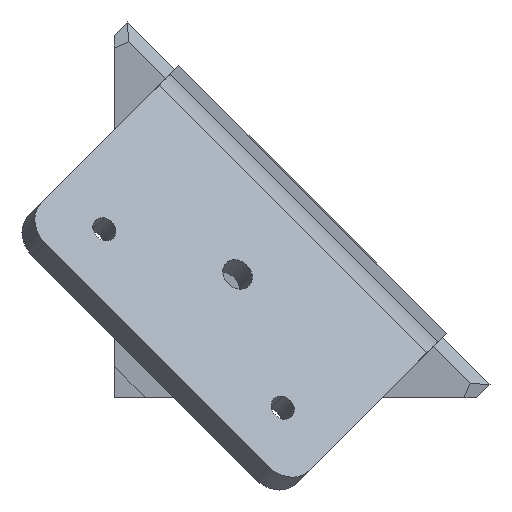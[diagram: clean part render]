
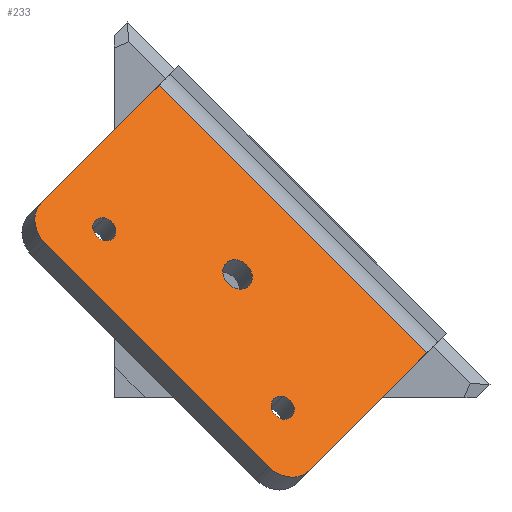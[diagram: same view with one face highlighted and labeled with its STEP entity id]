
A CAD part, front view. The second image highlights one B-rep face of the part: STEP entity #233.
In plain terms, the highlighted face is planar.
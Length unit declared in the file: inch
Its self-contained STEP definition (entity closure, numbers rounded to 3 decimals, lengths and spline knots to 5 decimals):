
#16 = CARTESIAN_POINT ( 'NONE',  ( -0.68127, -1.11711, 0.80263 ) ) ;
#21 = ORIENTED_EDGE ( 'NONE', *, *, #1033, .F. ) ;
#22 = VERTEX_POINT ( 'NONE', #1183 ) ;
#39 = EDGE_LOOP ( 'NONE', ( #101, #21, #544, #645, #828, #928 ) ) ;
#54 = CIRCLE ( 'NONE', #328, 0.07874 ) ;
#55 = PLANE ( 'NONE',  #221 ) ;
#71 = DIRECTION ( 'NONE',  ( 0., 0.898, -0.44 ) ) ;
#92 = DIRECTION ( 'NONE',  ( -0.898, 0., -0.44 ) ) ;
#101 = ORIENTED_EDGE ( 'NONE', *, *, #1071, .F. ) ;
#103 = VECTOR ( 'NONE', #929, 39.37008 ) ;
#117 = DIRECTION ( 'NONE',  ( 0., 0.898, -0.44 ) ) ;
#120 = EDGE_LOOP ( 'NONE', ( #1181, #291 ) ) ;
#134 = EDGE_CURVE ( 'NONE', #258, #22, #988, .T. ) ;
#155 = DIRECTION ( 'NONE',  ( 0.403, -0.403, -0.822 ) ) ;
#165 = CIRCLE ( 'NONE', #196, 0.19685 ) ;
#170 = CARTESIAN_POINT ( 'NONE',  ( 0.28775, -1.45864, 1.44526 ) ) ;
#196 = AXIS2_PLACEMENT_3D ( 'NONE', #996, #701, #314 ) ;
#221 = AXIS2_PLACEMENT_3D ( 'NONE', #431, #812, #1204 ) ;
#233 = ADVANCED_FACE ( 'NONE', ( #708, #330, #912, #1106 ), #55, .F. ) ;
#244 = CIRCLE ( 'NONE', #1042, 0.07874 ) ;
#258 = VERTEX_POINT ( 'NONE', #563 ) ;
#264 = AXIS2_PLACEMENT_3D ( 'NONE', #278, #581, #92 ) ;
#278 = CARTESIAN_POINT ( 'NONE',  ( 1.3306, -0.34509, 1.4106 ) ) ;
#282 = LINE ( 'NONE', #963, #891 ) ;
#291 = ORIENTED_EDGE ( 'NONE', *, *, #361, .T. ) ;
#314 = DIRECTION ( 'NONE',  ( 0., 0.898, -0.44 ) ) ;
#327 = DIRECTION ( 'NONE',  ( 0.403, -0.403, -0.822 ) ) ;
#328 = AXIS2_PLACEMENT_3D ( 'NONE', #395, #470, #854 ) ;
#330 = FACE_BOUND ( 'NONE', #877, .T. ) ;
#331 = CARTESIAN_POINT ( 'NONE',  ( 0.14635, -1.45864, 1.37593 ) ) ;
#355 = EDGE_CURVE ( 'NONE', #1082, #412, #1209, .T. ) ;
#361 = EDGE_CURVE ( 'NONE', #22, #258, #443, .T. ) ;
#362 = VERTEX_POINT ( 'NONE', #924 ) ;
#376 = DIRECTION ( 'NONE',  ( -0.581, 0.581, -0.57 ) ) ;
#389 = EDGE_CURVE ( 'NONE', #747, #1099, #244, .T. ) ;
#395 = CARTESIAN_POINT ( 'NONE',  ( 0.21705, -1.45864, 1.4106 ) ) ;
#412 = VERTEX_POINT ( 'NONE', #1241 ) ;
#431 = CARTESIAN_POINT ( 'NONE',  ( -0.01285, 0.01285, 0.57631 ) ) ;
#440 = EDGE_CURVE ( 'NONE', #362, #1082, #973, .T. ) ;
#443 = CIRCLE ( 'NONE', #1128, 0.1005 ) ;
#470 = DIRECTION ( 'NONE',  ( 0.403, -0.403, -0.822 ) ) ;
#476 = CARTESIAN_POINT ( 'NONE',  ( 1.69856, -0.43466, 1.63495 ) ) ;
#490 = EDGE_CURVE ( 'NONE', #1016, #712, #758, .T. ) ;
#509 = DIRECTION ( 'NONE',  ( 0.581, -0.581, 0.57 ) ) ;
#514 = CARTESIAN_POINT ( 'NONE',  ( 1.58418, -0.32028, 1.52277 ) ) ;
#527 = DIRECTION ( 'NONE',  ( 0.403, -0.403, -0.822 ) ) ;
#542 = CIRCLE ( 'NONE', #614, 0.19685 ) ;
#544 = ORIENTED_EDGE ( 'NONE', *, *, #1163, .F. ) ;
#552 = VERTEX_POINT ( 'NONE', #874 ) ;
#559 = CARTESIAN_POINT ( 'NONE',  ( 0.05304, -1.85141, 1.52277 ) ) ;
#563 = CARTESIAN_POINT ( 'NONE',  ( 0.49931, -0.53711, 1.09713 ) ) ;
#581 = DIRECTION ( 'NONE',  ( 0.403, -0.403, -0.822 ) ) ;
#589 = CARTESIAN_POINT ( 'NONE',  ( 1.2599, -0.34509, 1.37593 ) ) ;
#593 = VECTOR ( 'NONE', #376, 39.37008 ) ;
#611 = EDGE_CURVE ( 'NONE', #412, #1118, #1205, .T. ) ;
#614 = AXIS2_PLACEMENT_3D ( 'NONE', #514, #894, #117 ) ;
#645 = ORIENTED_EDGE ( 'NONE', *, *, #611, .F. ) ;
#649 = VECTOR ( 'NONE', #509, 39.37008 ) ;
#652 = DIRECTION ( 'NONE',  ( -0.707, -0.707, 0. ) ) ;
#668 = EDGE_CURVE ( 'NONE', #712, #1016, #1010, .T. ) ;
#680 = CARTESIAN_POINT ( 'NONE',  ( 1.72337, -0.18108, 1.52277 ) ) ;
#690 = AXIS2_PLACEMENT_3D ( 'NONE', #700, #527, #1009 ) ;
#700 = CARTESIAN_POINT ( 'NONE',  ( 0.49931, -0.62735, 1.14137 ) ) ;
#701 = DIRECTION ( 'NONE',  ( 0.403, -0.403, -0.822 ) ) ;
#708 = FACE_OUTER_BOUND ( 'NONE', #39, .T. ) ;
#712 = VERTEX_POINT ( 'NONE', #589 ) ;
#747 = VERTEX_POINT ( 'NONE', #170 ) ;
#758 = CIRCLE ( 'NONE', #264, 0.07874 ) ;
#800 = CARTESIAN_POINT ( 'NONE',  ( 1.3306, -0.34509, 1.4106 ) ) ;
#810 = DIRECTION ( 'NONE',  ( -0.898, 0., -0.44 ) ) ;
#812 = DIRECTION ( 'NONE',  ( 0.403, -0.403, -0.822 ) ) ;
#828 = ORIENTED_EDGE ( 'NONE', *, *, #355, .F. ) ;
#854 = DIRECTION ( 'NONE',  ( -0.898, 0., -0.44 ) ) ;
#874 = CARTESIAN_POINT ( 'NONE',  ( 0.30662, -1.8266, 1.63495 ) ) ;
#877 = EDGE_LOOP ( 'NONE', ( #881, #1022 ) ) ;
#881 = ORIENTED_EDGE ( 'NONE', *, *, #668, .T. ) ;
#886 = CARTESIAN_POINT ( 'NONE',  ( 0.98907, 0.55323, 0.80263 ) ) ;
#887 = VERTEX_POINT ( 'NONE', #476 ) ;
#891 = VECTOR ( 'NONE', #652, 39.37008 ) ;
#894 = DIRECTION ( 'NONE',  ( 0.403, -0.403, -0.822 ) ) ;
#908 = ORIENTED_EDGE ( 'NONE', *, *, #1020, .T. ) ;
#912 = FACE_BOUND ( 'NONE', #1152, .T. ) ;
#924 = CARTESIAN_POINT ( 'NONE',  ( 0.05304, -1.85141, 1.52277 ) ) ;
#928 = ORIENTED_EDGE ( 'NONE', *, *, #440, .F. ) ;
#929 = DIRECTION ( 'NONE',  ( 0.707, 0.707, 0. ) ) ;
#949 = CARTESIAN_POINT ( 'NONE',  ( 0.21705, -1.45864, 1.4106 ) ) ;
#951 = CARTESIAN_POINT ( 'NONE',  ( 1.4013, -0.34509, 1.44526 ) ) ;
#963 = CARTESIAN_POINT ( 'NONE',  ( 1.83776, -0.29546, 1.63495 ) ) ;
#973 = LINE ( 'NONE', #559, #593 ) ;
#983 = CARTESIAN_POINT ( 'NONE',  ( -0.68127, -1.11711, 0.80263 ) ) ;
#988 = CIRCLE ( 'NONE', #690, 0.1005 ) ;
#996 = CARTESIAN_POINT ( 'NONE',  ( 0.19224, -1.71222, 1.52277 ) ) ;
#1009 = DIRECTION ( 'NONE',  ( 0., 0.898, -0.44 ) ) ;
#1010 = CIRCLE ( 'NONE', #1196, 0.07874 ) ;
#1014 = DIRECTION ( 'NONE',  ( -0.898, 0., -0.44 ) ) ;
#1016 = VERTEX_POINT ( 'NONE', #951 ) ;
#1018 = CARTESIAN_POINT ( 'NONE',  ( 0.49931, -0.62735, 1.14137 ) ) ;
#1020 = EDGE_CURVE ( 'NONE', #1099, #747, #54, .T. ) ;
#1022 = ORIENTED_EDGE ( 'NONE', *, *, #490, .T. ) ;
#1033 = EDGE_CURVE ( 'NONE', #887, #552, #282, .T. ) ;
#1042 = AXIS2_PLACEMENT_3D ( 'NONE', #949, #1190, #1014 ) ;
#1071 = EDGE_CURVE ( 'NONE', #552, #362, #165, .T. ) ;
#1082 = VERTEX_POINT ( 'NONE', #983 ) ;
#1087 = ORIENTED_EDGE ( 'NONE', *, *, #389, .T. ) ;
#1099 = VERTEX_POINT ( 'NONE', #331 ) ;
#1106 = FACE_BOUND ( 'NONE', #120, .T. ) ;
#1118 = VERTEX_POINT ( 'NONE', #680 ) ;
#1128 = AXIS2_PLACEMENT_3D ( 'NONE', #1018, #155, #71 ) ;
#1152 = EDGE_LOOP ( 'NONE', ( #908, #1087 ) ) ;
#1163 = EDGE_CURVE ( 'NONE', #1118, #887, #542, .T. ) ;
#1181 = ORIENTED_EDGE ( 'NONE', *, *, #134, .T. ) ;
#1183 = CARTESIAN_POINT ( 'NONE',  ( 0.49931, -0.71758, 1.18562 ) ) ;
#1190 = DIRECTION ( 'NONE',  ( 0.403, -0.403, -0.822 ) ) ;
#1196 = AXIS2_PLACEMENT_3D ( 'NONE', #800, #327, #810 ) ;
#1204 = DIRECTION ( 'NONE',  ( -0.898, 0., -0.44 ) ) ;
#1205 = LINE ( 'NONE', #886, #649 ) ;
#1209 = LINE ( 'NONE', #16, #103 ) ;
#1241 = CARTESIAN_POINT ( 'NONE',  ( 0.98907, 0.55323, 0.80263 ) ) ;
